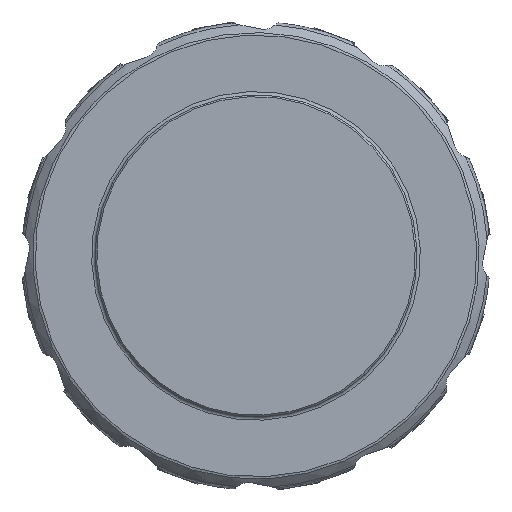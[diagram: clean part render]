
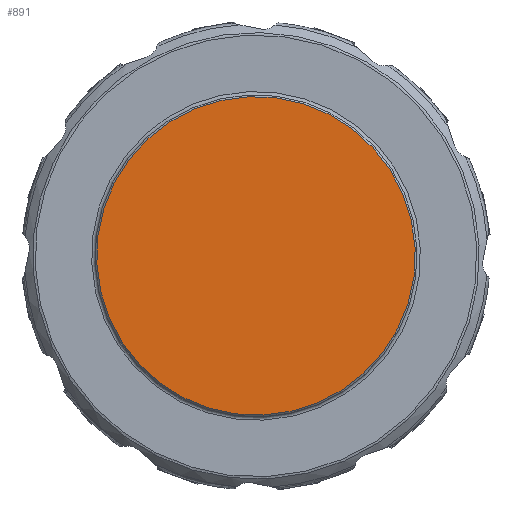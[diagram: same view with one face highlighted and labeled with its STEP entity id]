
A CAD part, top view. The second image highlights one B-rep face of the part: STEP entity #891.
In plain terms, the highlighted planar face has unit normal (0, 0, 1).
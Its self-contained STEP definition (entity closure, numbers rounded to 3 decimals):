
#543=CIRCLE('',#19347,94.);
#891=ADVANCED_FACE('',(#2548),#1773,.T.);
#1773=PLANE('',#19348);
#2548=FACE_OUTER_BOUND('',#3513,.T.);
#3513=EDGE_LOOP('',(#6415));
#6415=ORIENTED_EDGE('',*,*,#13632,.T.);
#11628=VERTEX_POINT('',#28814);
#13632=EDGE_CURVE('',#11628,#11628,#543,.T.);
#19347=AXIS2_PLACEMENT_3D('',#28813,#21661,#21662);
#19348=AXIS2_PLACEMENT_3D('',#28815,#21663,#21664);
#21661=DIRECTION('',(0.,0.,1.));
#21662=DIRECTION('',(0.976,0.22,0.));
#21663=DIRECTION('',(0.,0.,1.));
#21664=DIRECTION('',(0.976,0.22,0.));
#28813=CARTESIAN_POINT('',(0.,0.,0.));
#28814=CARTESIAN_POINT('',(91.7,20.666,0.));
#28815=CARTESIAN_POINT('',(-95.,0.,0.));
